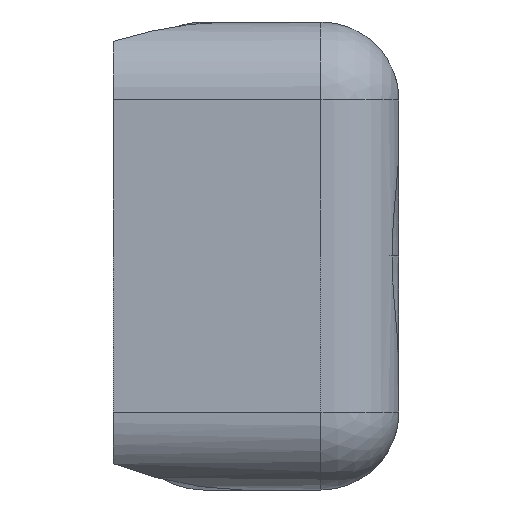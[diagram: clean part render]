
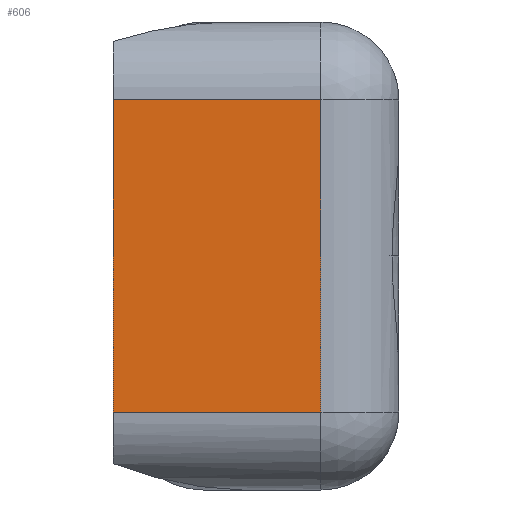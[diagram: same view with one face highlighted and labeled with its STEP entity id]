
A CAD part, left-side view. The second image highlights one B-rep face of the part: STEP entity #606.
In plain terms, the highlighted planar face has unit normal (-1, 0, 0).
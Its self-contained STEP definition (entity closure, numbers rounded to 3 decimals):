
#68 = DIRECTION ( 'NONE',  ( 0., 0., 1. ) ) ;
#107 = DIRECTION ( 'NONE',  ( 0., -1., 0. ) ) ;
#141 = ORIENTED_EDGE ( 'NONE', *, *, #1242, .T. ) ;
#217 = ORIENTED_EDGE ( 'NONE', *, *, #1163, .T. ) ;
#332 = ORIENTED_EDGE ( 'NONE', *, *, #1927, .T. ) ;
#374 = VECTOR ( 'NONE', #68, 1000. ) ;
#418 = CARTESIAN_POINT ( 'NONE',  ( -63., -11.853, 20. ) ) ;
#439 = VECTOR ( 'NONE', #891, 1000. ) ;
#606 = ADVANCED_FACE ( 'NONE', ( #755 ), #1021, .F. ) ;
#755 = FACE_OUTER_BOUND ( 'NONE', #2271, .T. ) ;
#794 = CARTESIAN_POINT ( 'NONE',  ( -63., -25.177, 0. ) ) ;
#891 = DIRECTION ( 'NONE',  ( 0., 1., 0. ) ) ;
#899 = VECTOR ( 'NONE', #2597, 1000. ) ;
#934 = ORIENTED_EDGE ( 'NONE', *, *, #1210, .T. ) ;
#1021 = PLANE ( 'NONE',  #2217 ) ;
#1161 = DIRECTION ( 'NONE',  ( 1., 0., 0. ) ) ;
#1163 = EDGE_CURVE ( 'NONE', #2360, #1615, #2572, .T. ) ;
#1210 = EDGE_CURVE ( 'NONE', #1283, #2360, #1304, .T. ) ;
#1242 = EDGE_CURVE ( 'NONE', #2500, #1283, #2158, .T. ) ;
#1283 = VERTEX_POINT ( 'NONE', #1404 ) ;
#1304 = LINE ( 'NONE', #1951, #2570 ) ;
#1386 = CARTESIAN_POINT ( 'NONE',  ( -63., 0., 20. ) ) ;
#1401 = CARTESIAN_POINT ( 'NONE',  ( -63., -25.177, 20. ) ) ;
#1404 = CARTESIAN_POINT ( 'NONE',  ( -63., -11.853, 0. ) ) ;
#1538 = CARTESIAN_POINT ( 'NONE',  ( -63., -11.853, 20. ) ) ;
#1615 = VERTEX_POINT ( 'NONE', #1401 ) ;
#1782 = DIRECTION ( 'NONE',  ( 0., 0., -1. ) ) ;
#1922 = LINE ( 'NONE', #1937, #439 ) ;
#1927 = EDGE_CURVE ( 'NONE', #1615, #2500, #1922, .T. ) ;
#1937 = CARTESIAN_POINT ( 'NONE',  ( -63., -11.853, 20. ) ) ;
#1951 = CARTESIAN_POINT ( 'NONE',  ( -63., -30.177, 0. ) ) ;
#2158 = LINE ( 'NONE', #1538, #899 ) ;
#2217 = AXIS2_PLACEMENT_3D ( 'NONE', #1386, #1161, #1782 ) ;
#2271 = EDGE_LOOP ( 'NONE', ( #217, #332, #141, #934 ) ) ;
#2353 = CARTESIAN_POINT ( 'NONE',  ( -63., -25.177, 20. ) ) ;
#2360 = VERTEX_POINT ( 'NONE', #794 ) ;
#2500 = VERTEX_POINT ( 'NONE', #418 ) ;
#2570 = VECTOR ( 'NONE', #107, 1000. ) ;
#2572 = LINE ( 'NONE', #2353, #374 ) ;
#2597 = DIRECTION ( 'NONE',  ( 0., 0., -1. ) ) ;
